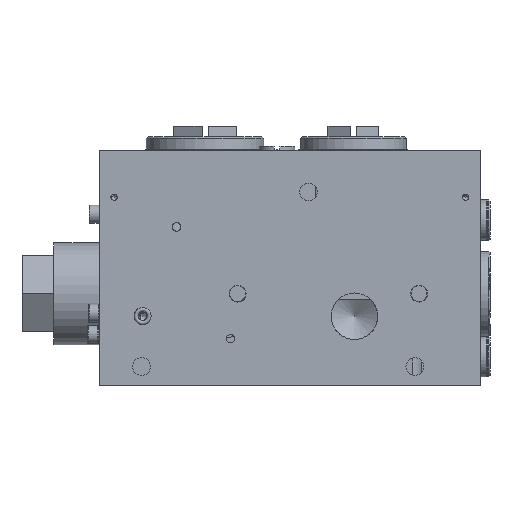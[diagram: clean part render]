
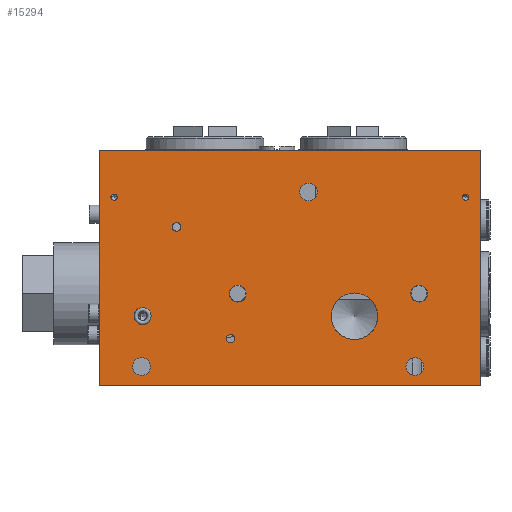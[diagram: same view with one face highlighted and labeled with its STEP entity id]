
A CAD part, front view. The second image highlights one B-rep face of the part: STEP entity #15294.
In plain terms, the highlighted planar face has unit normal (0, -1, 0).
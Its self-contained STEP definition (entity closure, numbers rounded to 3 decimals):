
#417=PLANE('',#16355);
#1081=CIRCLE('',#16229,1.5);
#1166=CIRCLE('',#16356,2.);
#1167=CIRCLE('',#16357,1.5);
#1168=CIRCLE('',#16358,2.);
#1169=CIRCLE('',#16359,3.9);
#1170=CIRCLE('',#16360,11.);
#1171=CIRCLE('',#16361,4.);
#1172=CIRCLE('',#16362,4.);
#1173=CIRCLE('',#16363,4.188);
#1174=CIRCLE('',#16364,4.188);
#1175=CIRCLE('',#16365,4.188);
#1987=ORIENTED_EDGE('',*,*,#4919,.T.);
#1988=ORIENTED_EDGE('',*,*,#4717,.T.);
#1989=ORIENTED_EDGE('',*,*,#4920,.T.);
#1990=ORIENTED_EDGE('',*,*,#4921,.T.);
#1991=ORIENTED_EDGE('',*,*,#4922,.T.);
#1992=ORIENTED_EDGE('',*,*,#4923,.T.);
#1993=ORIENTED_EDGE('',*,*,#4924,.T.);
#1994=ORIENTED_EDGE('',*,*,#4925,.T.);
#1995=ORIENTED_EDGE('',*,*,#4926,.T.);
#1996=ORIENTED_EDGE('',*,*,#4927,.T.);
#1997=ORIENTED_EDGE('',*,*,#4928,.T.);
#1998=ORIENTED_EDGE('',*,*,#4901,.F.);
#1999=ORIENTED_EDGE('',*,*,#4908,.F.);
#2000=ORIENTED_EDGE('',*,*,#4783,.F.);
#2001=ORIENTED_EDGE('',*,*,#4828,.F.);
#4717=EDGE_CURVE('',#6200,#6200,#1081,.T.);
#4783=EDGE_CURVE('',#6246,#6247,#7350,.T.);
#4828=EDGE_CURVE('',#6291,#6246,#7354,.T.);
#4901=EDGE_CURVE('',#6361,#6291,#7367,.T.);
#4908=EDGE_CURVE('',#6247,#6361,#7370,.T.);
#4919=EDGE_CURVE('',#6376,#6376,#1166,.T.);
#4920=EDGE_CURVE('',#6377,#6377,#1167,.T.);
#4921=EDGE_CURVE('',#6378,#6378,#1168,.T.);
#4922=EDGE_CURVE('',#6379,#6379,#1169,.T.);
#4923=EDGE_CURVE('',#6380,#6380,#1170,.T.);
#4924=EDGE_CURVE('',#6381,#6381,#1171,.T.);
#4925=EDGE_CURVE('',#6382,#6382,#1172,.T.);
#4926=EDGE_CURVE('',#6383,#6383,#1173,.T.);
#4927=EDGE_CURVE('',#6384,#6384,#1174,.T.);
#4928=EDGE_CURVE('',#6385,#6385,#1175,.T.);
#6200=VERTEX_POINT('',#21516);
#6246=VERTEX_POINT('',#21779);
#6247=VERTEX_POINT('',#21780);
#6291=VERTEX_POINT('',#21969);
#6361=VERTEX_POINT('',#22240);
#6376=VERTEX_POINT('',#22276);
#6377=VERTEX_POINT('',#22278);
#6378=VERTEX_POINT('',#22280);
#6379=VERTEX_POINT('',#22282);
#6380=VERTEX_POINT('',#22284);
#6381=VERTEX_POINT('',#22286);
#6382=VERTEX_POINT('',#22288);
#6383=VERTEX_POINT('',#22290);
#6384=VERTEX_POINT('',#22292);
#6385=VERTEX_POINT('',#22294);
#7350=LINE('',#21778,#8005);
#7354=LINE('',#21968,#8009);
#7367=LINE('',#22239,#8022);
#7370=LINE('',#22253,#8025);
#8005=VECTOR('',#17888,1000.);
#8009=VECTOR('',#17910,1000.);
#8022=VECTOR('',#18039,1000.);
#8025=VECTOR('',#18052,1000.);
#8737=EDGE_LOOP('',(#1987));
#8738=EDGE_LOOP('',(#1988));
#8739=EDGE_LOOP('',(#1989));
#8740=EDGE_LOOP('',(#1990));
#8741=EDGE_LOOP('',(#1991));
#8742=EDGE_LOOP('',(#1992));
#8743=EDGE_LOOP('',(#1993));
#8744=EDGE_LOOP('',(#1994));
#8745=EDGE_LOOP('',(#1995));
#8746=EDGE_LOOP('',(#1996));
#8747=EDGE_LOOP('',(#1997));
#8748=EDGE_LOOP('',(#1998,#1999,#2000,#2001));
#10045=FACE_BOUND('',#8737,.T.);
#10046=FACE_BOUND('',#8738,.T.);
#10047=FACE_BOUND('',#8739,.T.);
#10048=FACE_BOUND('',#8740,.T.);
#10049=FACE_BOUND('',#8741,.T.);
#10050=FACE_BOUND('',#8742,.T.);
#10051=FACE_BOUND('',#8743,.T.);
#10052=FACE_BOUND('',#8744,.T.);
#10053=FACE_BOUND('',#8745,.T.);
#10054=FACE_BOUND('',#8746,.T.);
#10055=FACE_BOUND('',#8747,.T.);
#10056=FACE_BOUND('',#8748,.T.);
#15294=ADVANCED_FACE('',(#10045,#10046,#10047,#10048,#10049,#10050,#10051,
#10052,#10053,#10054,#10055,#10056),#417,.F.);
#16229=AXIS2_PLACEMENT_3D('',#21515,#17776,#17777);
#16355=AXIS2_PLACEMENT_3D('',#22274,#18074,#18075);
#16356=AXIS2_PLACEMENT_3D('',#22275,#18076,#18077);
#16357=AXIS2_PLACEMENT_3D('',#22277,#18078,#18079);
#16358=AXIS2_PLACEMENT_3D('',#22279,#18080,#18081);
#16359=AXIS2_PLACEMENT_3D('',#22281,#18082,#18083);
#16360=AXIS2_PLACEMENT_3D('',#22283,#18084,#18085);
#16361=AXIS2_PLACEMENT_3D('',#22285,#18086,#18087);
#16362=AXIS2_PLACEMENT_3D('',#22287,#18088,#18089);
#16363=AXIS2_PLACEMENT_3D('',#22289,#18090,#18091);
#16364=AXIS2_PLACEMENT_3D('',#22291,#18092,#18093);
#16365=AXIS2_PLACEMENT_3D('',#22293,#18094,#18095);
#17776=DIRECTION('',(0.,1.,0.));
#17777=DIRECTION('',(0.,0.,-1.));
#17888=DIRECTION('',(0.,0.,-1.));
#17910=DIRECTION('',(1.,0.,0.));
#18039=DIRECTION('',(0.,0.,1.));
#18052=DIRECTION('',(-1.,0.,0.));
#18074=DIRECTION('',(0.,1.,0.));
#18075=DIRECTION('',(0.,0.,1.));
#18076=DIRECTION('',(0.,1.,0.));
#18077=DIRECTION('',(0.,0.,-1.));
#18078=DIRECTION('',(0.,1.,0.));
#18079=DIRECTION('',(0.,0.,-1.));
#18080=DIRECTION('',(0.,1.,0.));
#18081=DIRECTION('',(0.,0.,-1.));
#18082=DIRECTION('',(0.,1.,0.));
#18083=DIRECTION('',(0.,0.,-1.));
#18084=DIRECTION('',(0.,1.,0.));
#18085=DIRECTION('',(0.,0.,-1.));
#18086=DIRECTION('',(0.,1.,0.));
#18087=DIRECTION('',(0.,0.,-1.));
#18088=DIRECTION('',(0.,1.,0.));
#18089=DIRECTION('',(0.,0.,-1.));
#18090=DIRECTION('',(0.,1.,0.));
#18091=DIRECTION('',(0.,0.,-1.));
#18092=DIRECTION('',(0.,1.,0.));
#18093=DIRECTION('',(0.,0.,-1.));
#18094=DIRECTION('',(0.,1.,0.));
#18095=DIRECTION('',(0.,0.,-1.));
#21515=CARTESIAN_POINT('',(173.,0.,-22.));
#21516=CARTESIAN_POINT('',(173.,0.,-23.5));
#21778=CARTESIAN_POINT('',(180.,0.,0.));
#21779=CARTESIAN_POINT('',(180.,0.,0.));
#21780=CARTESIAN_POINT('',(180.,0.,-111.));
#21968=CARTESIAN_POINT('',(0.,0.,0.));
#21969=CARTESIAN_POINT('',(0.,0.,0.));
#22239=CARTESIAN_POINT('',(0.,0.,-111.));
#22240=CARTESIAN_POINT('',(0.,0.,-111.));
#22253=CARTESIAN_POINT('',(180.,0.,-111.));
#22274=CARTESIAN_POINT('',(0.,0.,0.));
#22275=CARTESIAN_POINT('',(36.5,0.,-36.));
#22276=CARTESIAN_POINT('',(36.5,0.,-38.));
#22277=CARTESIAN_POINT('',(7.,0.,-22.));
#22278=CARTESIAN_POINT('',(7.,0.,-23.5));
#22279=CARTESIAN_POINT('',(62.,0.,-88.8));
#22280=CARTESIAN_POINT('',(62.,0.,-90.8));
#22281=CARTESIAN_POINT('',(20.5,0.,-78.2));
#22282=CARTESIAN_POINT('',(20.5,0.,-82.1));
#22283=CARTESIAN_POINT('',(120.5,0.,-78.2));
#22284=CARTESIAN_POINT('',(120.5,0.,-89.2));
#22285=CARTESIAN_POINT('',(151.,0.,-67.5));
#22286=CARTESIAN_POINT('',(151.,0.,-71.5));
#22287=CARTESIAN_POINT('',(65.3,0.,-67.5));
#22288=CARTESIAN_POINT('',(65.3,0.,-71.5));
#22289=CARTESIAN_POINT('',(149.,0.,-102.));
#22290=CARTESIAN_POINT('',(149.,0.,-106.188));
#22291=CARTESIAN_POINT('',(20.,0.,-102.));
#22292=CARTESIAN_POINT('',(20.,0.,-106.188));
#22293=CARTESIAN_POINT('',(98.8,0.,-19.5));
#22294=CARTESIAN_POINT('',(98.8,0.,-23.688));
